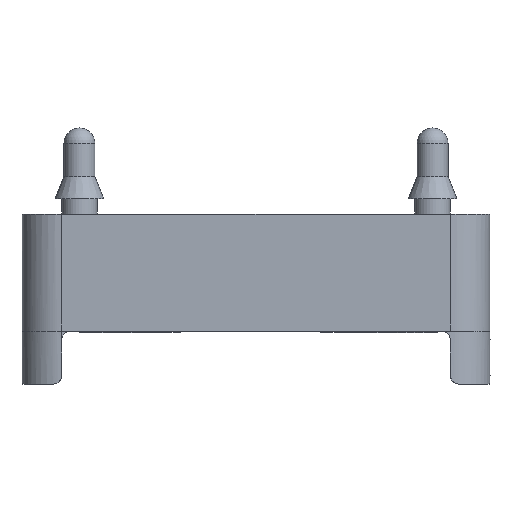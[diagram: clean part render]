
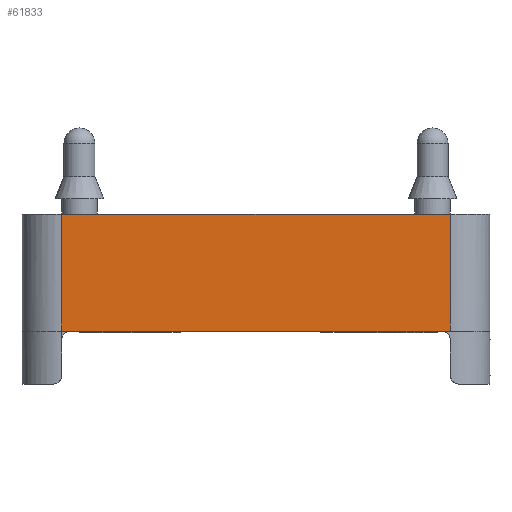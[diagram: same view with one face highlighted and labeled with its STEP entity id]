
A CAD part, front view. The second image highlights one B-rep face of the part: STEP entity #61833.
In plain terms, the highlighted planar face has unit normal (0, -1, 0).
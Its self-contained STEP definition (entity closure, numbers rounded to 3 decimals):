
#1123=CARTESIAN_POINT('',(-21.97,-26.5,-2.0));
#1124=VERTEX_POINT('',#1123);
#3639=CARTESIAN_POINT('',(21.97,-26.5,-2.0));
#3640=VERTEX_POINT('',#3639);
#3648=CARTESIAN_POINT('',(-21.97,-26.5,-2.0));
#3649=DIRECTION('',(1.0,0.0,0.0));
#3650=VECTOR('',#3649,43.94);
#3651=LINE('',#3648,#3650);
#3652=EDGE_CURVE('',#1124,#3640,#3651,.T.);
#60941=CARTESIAN_POINT('',(22.,-26.5,-2.0));
#60942=VERTEX_POINT('',#60941);
#60952=CARTESIAN_POINT('',(21.97,-26.5,-2.0));
#60953=DIRECTION('',(1.0,0.0,0.0));
#60954=VECTOR('',#60953,0.03);
#60955=LINE('',#60952,#60954);
#60956=EDGE_CURVE('',#3640,#60942,#60955,.T.);
#61019=CARTESIAN_POINT('',(-22.,-26.5,-2.0));
#61020=VERTEX_POINT('',#61019);
#61036=CARTESIAN_POINT('',(-22.,-26.5,-2.0));
#61037=DIRECTION('',(1.,0.,0.0));
#61038=VECTOR('',#61037,0.03);
#61039=LINE('',#61036,#61038);
#61040=EDGE_CURVE('',#61020,#1124,#61039,.T.);
#61801=CARTESIAN_POINT('',(22.,-26.5,-2.0));
#61802=DIRECTION('',(0.0,-1.0,0.0));
#61803=DIRECTION('',(0.0,0.0,-1.0));
#61804=AXIS2_PLACEMENT_3D('',#61801,#61802,#61803);
#61805=PLANE('',#61804);
#61806=ORIENTED_EDGE('',*,*,#61040,.T.);
#61807=ORIENTED_EDGE('',*,*,#3652,.T.);
#61808=ORIENTED_EDGE('',*,*,#60956,.T.);
#61809=CARTESIAN_POINT('',(22.,-26.5,11.25));
#61810=VERTEX_POINT('',#61809);
#61811=CARTESIAN_POINT('',(22.,-26.5,-2.0));
#61812=DIRECTION('',(0.0,0.0,1.0));
#61813=VECTOR('',#61812,13.25);
#61814=LINE('',#61811,#61813);
#61815=EDGE_CURVE('',#60942,#61810,#61814,.T.);
#61816=ORIENTED_EDGE('',*,*,#61815,.T.);
#61817=CARTESIAN_POINT('',(-22.,-26.5,11.25));
#61818=VERTEX_POINT('',#61817);
#61819=CARTESIAN_POINT('',(22.,-26.5,11.25));
#61820=DIRECTION('',(-1.0,0.0,0.0));
#61821=VECTOR('',#61820,44.0);
#61822=LINE('',#61819,#61821);
#61823=EDGE_CURVE('',#61810,#61818,#61822,.T.);
#61824=ORIENTED_EDGE('',*,*,#61823,.T.);
#61825=CARTESIAN_POINT('',(-22.,-26.5,-2.0));
#61826=DIRECTION('',(0.0,0.0,1.0));
#61827=VECTOR('',#61826,13.25);
#61828=LINE('',#61825,#61827);
#61829=EDGE_CURVE('',#61020,#61818,#61828,.T.);
#61830=ORIENTED_EDGE('',*,*,#61829,.F.);
#61831=EDGE_LOOP('',(#61806,#61807,#61808,#61816,#61824,#61830));
#61832=FACE_OUTER_BOUND('',#61831,.T.);
#61833=ADVANCED_FACE('',(#61832),#61805,.T.);
